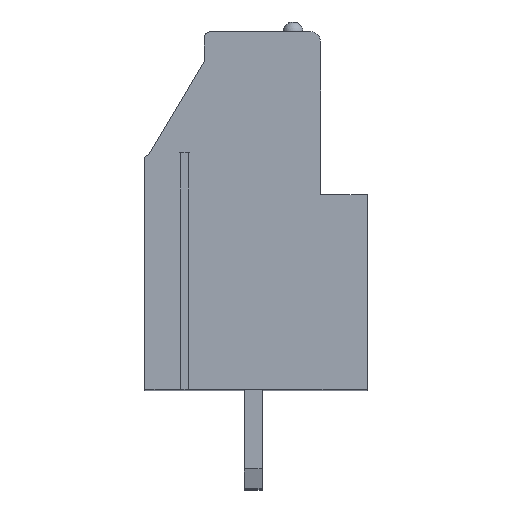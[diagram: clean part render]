
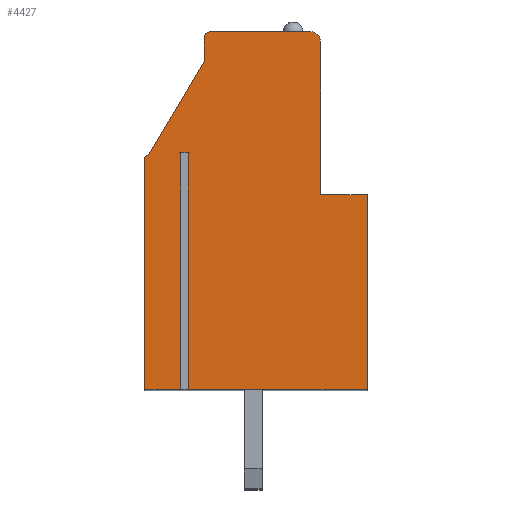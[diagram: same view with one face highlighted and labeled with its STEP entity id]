
A CAD part, top view. The second image highlights one B-rep face of the part: STEP entity #4427.
In plain terms, the highlighted planar face has unit normal (0, 0, 1).
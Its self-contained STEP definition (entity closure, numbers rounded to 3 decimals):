
#30=DIRECTION('',(-1.,0.,0.));
#31=VECTOR('',#30,0.38);
#32=CARTESIAN_POINT('',(-3.27,4.204,38.1));
#33=LINE('',#32,#31);
#34=DIRECTION('',(0.,1.,0.));
#35=VECTOR('',#34,11.9);
#36=CARTESIAN_POINT('',(-3.65,-7.696,38.1));
#37=LINE('',#36,#35);
#38=DIRECTION('',(1.,0.,0.));
#39=VECTOR('',#38,1.81);
#40=CARTESIAN_POINT('',(-5.46,-7.696,38.1));
#41=LINE('',#40,#39);
#42=DIRECTION('',(0.,-1.,0.));
#43=VECTOR('',#42,11.6);
#44=CARTESIAN_POINT('',(-5.46,3.904,38.1));
#45=LINE('',#44,#43);
#46=CARTESIAN_POINT('',(-5.26,3.904,38.1));
#47=DIRECTION('',(0.,0.,1.));
#48=DIRECTION('',(0.,1.,0.));
#49=AXIS2_PLACEMENT_3D('',#46,#47,#48);
#51=DIRECTION('',(-0.512,-0.859,0.));
#52=VECTOR('',#51,5.471);
#53=CARTESIAN_POINT('',(-2.46,8.804,38.1));
#54=LINE('',#53,#52);
#55=DIRECTION('',(0.,-1.,0.));
#56=VECTOR('',#55,1.2);
#57=CARTESIAN_POINT('',(-2.46,10.004,38.1));
#58=LINE('',#57,#56);
#59=CARTESIAN_POINT('',(-2.16,10.004,38.1));
#60=DIRECTION('',(0.,0.,1.));
#61=DIRECTION('',(0.,1.,0.));
#62=AXIS2_PLACEMENT_3D('',#59,#60,#61);
#64=DIRECTION('',(-1.,0.,0.));
#65=VECTOR('',#64,5.05);
#66=CARTESIAN_POINT('',(2.89,10.304,38.1));
#67=LINE('',#66,#65);
#68=CARTESIAN_POINT('',(2.89,9.804,38.1));
#69=DIRECTION('',(0.,0.,1.));
#70=DIRECTION('',(1.,0.,0.));
#71=AXIS2_PLACEMENT_3D('',#68,#69,#70);
#73=DIRECTION('',(0.,1.,0.));
#74=VECTOR('',#73,7.7);
#75=CARTESIAN_POINT('',(3.39,2.104,38.1));
#76=LINE('',#75,#74);
#77=DIRECTION('',(-1.,0.,0.));
#78=VECTOR('',#77,2.35);
#79=CARTESIAN_POINT('',(5.74,2.104,38.1));
#80=LINE('',#79,#78);
#81=DIRECTION('',(0.,1.,0.));
#82=VECTOR('',#81,9.8);
#83=CARTESIAN_POINT('',(5.74,-7.696,38.1));
#84=LINE('',#83,#82);
#85=DIRECTION('',(1.,0.,0.));
#86=VECTOR('',#85,9.01);
#87=CARTESIAN_POINT('',(-3.27,-7.696,38.1));
#88=LINE('',#87,#86);
#89=DIRECTION('',(0.,1.,0.));
#90=VECTOR('',#89,11.9);
#91=CARTESIAN_POINT('',(-3.27,-7.696,38.1));
#92=LINE('',#91,#90);
#3396=CARTESIAN_POINT('',(5.74,-7.696,38.1));
#3397=CARTESIAN_POINT('',(5.74,2.104,38.1));
#3398=VERTEX_POINT('',#3396);
#3399=VERTEX_POINT('',#3397);
#3400=CARTESIAN_POINT('',(3.39,2.104,38.1));
#3401=VERTEX_POINT('',#3400);
#3402=CARTESIAN_POINT('',(3.39,9.804,38.1));
#3403=VERTEX_POINT('',#3402);
#3404=CARTESIAN_POINT('',(2.89,10.304,38.1));
#3405=VERTEX_POINT('',#3404);
#3406=CARTESIAN_POINT('',(-2.16,10.304,38.1));
#3407=VERTEX_POINT('',#3406);
#3408=CARTESIAN_POINT('',(-2.46,10.004,38.1));
#3409=VERTEX_POINT('',#3408);
#3410=CARTESIAN_POINT('',(-2.46,8.804,38.1));
#3411=VERTEX_POINT('',#3410);
#3412=CARTESIAN_POINT('',(-5.26,4.104,38.1));
#3413=VERTEX_POINT('',#3412);
#3414=CARTESIAN_POINT('',(-5.46,3.904,38.1));
#3415=VERTEX_POINT('',#3414);
#3416=CARTESIAN_POINT('',(-5.46,-7.696,38.1));
#3417=VERTEX_POINT('',#3416);
#3498=CARTESIAN_POINT('',(-3.27,4.204,38.1));
#3499=CARTESIAN_POINT('',(-3.65,4.204,38.1));
#3500=VERTEX_POINT('',#3498);
#3501=VERTEX_POINT('',#3499);
#3502=CARTESIAN_POINT('',(-3.27,-7.696,38.1));
#3503=VERTEX_POINT('',#3502);
#3504=CARTESIAN_POINT('',(-3.65,-7.696,38.1));
#3505=VERTEX_POINT('',#3504);
#4390=CARTESIAN_POINT('',(0.,0.,38.1));
#4391=DIRECTION('',(0.,0.,1.));
#4392=DIRECTION('',(1.,0.,0.));
#4393=AXIS2_PLACEMENT_3D('',#4390,#4391,#4392);
#4394=PLANE('',#4393);
#4396=ORIENTED_EDGE('',*,*,#4395,.T.);
#4398=ORIENTED_EDGE('',*,*,#4397,.F.);
#4400=ORIENTED_EDGE('',*,*,#4399,.F.);
#4402=ORIENTED_EDGE('',*,*,#4401,.F.);
#4404=ORIENTED_EDGE('',*,*,#4403,.F.);
#4406=ORIENTED_EDGE('',*,*,#4405,.F.);
#4408=ORIENTED_EDGE('',*,*,#4407,.F.);
#4410=ORIENTED_EDGE('',*,*,#4409,.F.);
#4412=ORIENTED_EDGE('',*,*,#4411,.F.);
#4414=ORIENTED_EDGE('',*,*,#4413,.F.);
#4416=ORIENTED_EDGE('',*,*,#4415,.F.);
#4418=ORIENTED_EDGE('',*,*,#4417,.F.);
#4420=ORIENTED_EDGE('',*,*,#4419,.F.);
#4422=ORIENTED_EDGE('',*,*,#4421,.F.);
#4424=ORIENTED_EDGE('',*,*,#4423,.T.);
#4425=EDGE_LOOP('',(#4396,#4398,#4400,#4402,#4404,#4406,#4408,#4410,#4412,#4414,
#4416,#4418,#4420,#4422,#4424));
#4426=FACE_OUTER_BOUND('',#4425,.F.);
#50=CIRCLE('',#49,0.2);
#63=CIRCLE('',#62,0.3);
#72=CIRCLE('',#71,0.5);
#4395=EDGE_CURVE('',#3500,#3501,#33,.T.);
#4397=EDGE_CURVE('',#3505,#3501,#37,.T.);
#4399=EDGE_CURVE('',#3417,#3505,#41,.T.);
#4401=EDGE_CURVE('',#3415,#3417,#45,.T.);
#4403=EDGE_CURVE('',#3413,#3415,#50,.T.);
#4405=EDGE_CURVE('',#3411,#3413,#54,.T.);
#4407=EDGE_CURVE('',#3409,#3411,#58,.T.);
#4409=EDGE_CURVE('',#3407,#3409,#63,.T.);
#4411=EDGE_CURVE('',#3405,#3407,#67,.T.);
#4413=EDGE_CURVE('',#3403,#3405,#72,.T.);
#4415=EDGE_CURVE('',#3401,#3403,#76,.T.);
#4417=EDGE_CURVE('',#3399,#3401,#80,.T.);
#4419=EDGE_CURVE('',#3398,#3399,#84,.T.);
#4421=EDGE_CURVE('',#3503,#3398,#88,.T.);
#4423=EDGE_CURVE('',#3503,#3500,#92,.T.);
#4427=ADVANCED_FACE('',(#4426),#4394,.T.);
